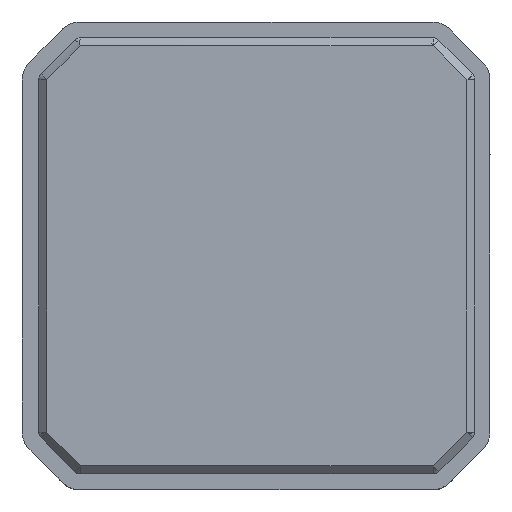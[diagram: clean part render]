
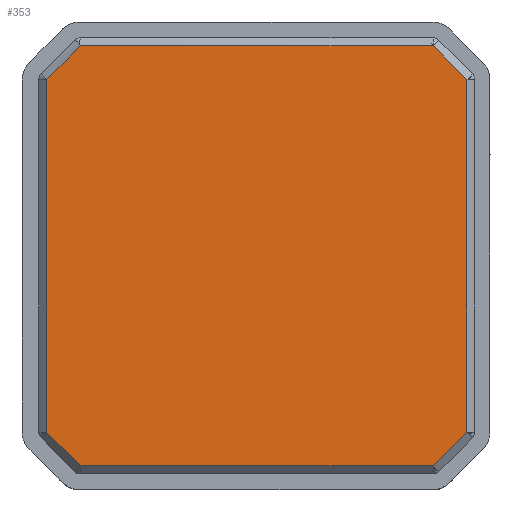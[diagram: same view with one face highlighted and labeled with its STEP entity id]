
A CAD part, top view. The second image highlights one B-rep face of the part: STEP entity #353.
In plain terms, the highlighted planar face has unit normal (0, 0, 1).
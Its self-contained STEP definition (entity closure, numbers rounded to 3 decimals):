
#296=PLANE('',#1824);
#353=ADVANCED_FACE('',(#464),#296,.F.);
#464=FACE_OUTER_BOUND('',#551,.T.);
#551=EDGE_LOOP('',(#890,#891,#892,#893,#894,#895,#896,#897));
#890=ORIENTED_EDGE('',*,*,#1458,.T.);
#891=ORIENTED_EDGE('',*,*,#1459,.T.);
#892=ORIENTED_EDGE('',*,*,#1460,.T.);
#893=ORIENTED_EDGE('',*,*,#1461,.T.);
#894=ORIENTED_EDGE('',*,*,#1462,.T.);
#895=ORIENTED_EDGE('',*,*,#1463,.T.);
#896=ORIENTED_EDGE('',*,*,#1464,.T.);
#897=ORIENTED_EDGE('',*,*,#1465,.T.);
#1260=VERTEX_POINT('',#3310);
#1261=VERTEX_POINT('',#3311);
#1262=VERTEX_POINT('',#3313);
#1263=VERTEX_POINT('',#3315);
#1264=VERTEX_POINT('',#3317);
#1265=VERTEX_POINT('',#3319);
#1266=VERTEX_POINT('',#3321);
#1267=VERTEX_POINT('',#3323);
#1458=EDGE_CURVE('',#1260,#1261,#1638,.T.);
#1459=EDGE_CURVE('',#1261,#1262,#1639,.T.);
#1460=EDGE_CURVE('',#1262,#1263,#1640,.T.);
#1461=EDGE_CURVE('',#1263,#1264,#1641,.T.);
#1462=EDGE_CURVE('',#1264,#1265,#1642,.T.);
#1463=EDGE_CURVE('',#1265,#1266,#1643,.T.);
#1464=EDGE_CURVE('',#1266,#1267,#1644,.T.);
#1465=EDGE_CURVE('',#1267,#1260,#1645,.T.);
#1638=LINE('',#3309,#1741);
#1639=LINE('',#3312,#1742);
#1640=LINE('',#3314,#1743);
#1641=LINE('',#3316,#1744);
#1642=LINE('',#3318,#1745);
#1643=LINE('',#3320,#1746);
#1644=LINE('',#3322,#1747);
#1645=LINE('',#3324,#1748);
#1741=VECTOR('',#1994,1.);
#1742=VECTOR('',#1995,1.);
#1743=VECTOR('',#1996,1.);
#1744=VECTOR('',#1997,1.);
#1745=VECTOR('',#1998,1.);
#1746=VECTOR('',#1999,1.);
#1747=VECTOR('',#2000,1.);
#1748=VECTOR('',#2001,1.);
#1824=AXIS2_PLACEMENT_3D('',#3325,#2002,#2003);
#1994=DIRECTION('',(0.,1.,0.));
#1995=DIRECTION('',(-0.707,0.707,0.));
#1996=DIRECTION('',(-1.,0.,0.));
#1997=DIRECTION('',(-0.707,-0.707,0.));
#1998=DIRECTION('',(0.,-1.,0.));
#1999=DIRECTION('',(0.707,-0.707,0.));
#2000=DIRECTION('',(1.,0.,0.));
#2001=DIRECTION('',(0.707,0.707,0.));
#2002=DIRECTION('',(0.,0.,-1.));
#2003=DIRECTION('',(-1.,0.,0.));
#3309=CARTESIAN_POINT('',(1.325,1.113,0.46));
#3310=CARTESIAN_POINT('',(1.325,-1.113,0.46));
#3311=CARTESIAN_POINT('',(1.325,1.113,0.46));
#3312=CARTESIAN_POINT('',(1.113,1.325,0.46));
#3313=CARTESIAN_POINT('',(1.113,1.325,0.46));
#3314=CARTESIAN_POINT('',(-1.113,1.325,0.46));
#3315=CARTESIAN_POINT('',(-1.113,1.325,0.46));
#3316=CARTESIAN_POINT('',(-1.325,1.113,0.46));
#3317=CARTESIAN_POINT('',(-1.325,1.113,0.46));
#3318=CARTESIAN_POINT('',(-1.325,-1.113,0.46));
#3319=CARTESIAN_POINT('',(-1.325,-1.113,0.46));
#3320=CARTESIAN_POINT('',(-1.113,-1.325,0.46));
#3321=CARTESIAN_POINT('',(-1.113,-1.325,0.46));
#3322=CARTESIAN_POINT('',(1.113,-1.325,0.46));
#3323=CARTESIAN_POINT('',(1.113,-1.325,0.46));
#3324=CARTESIAN_POINT('',(1.325,-1.113,0.46));
#3325=CARTESIAN_POINT('',(-1.205,-1.447,0.46));
